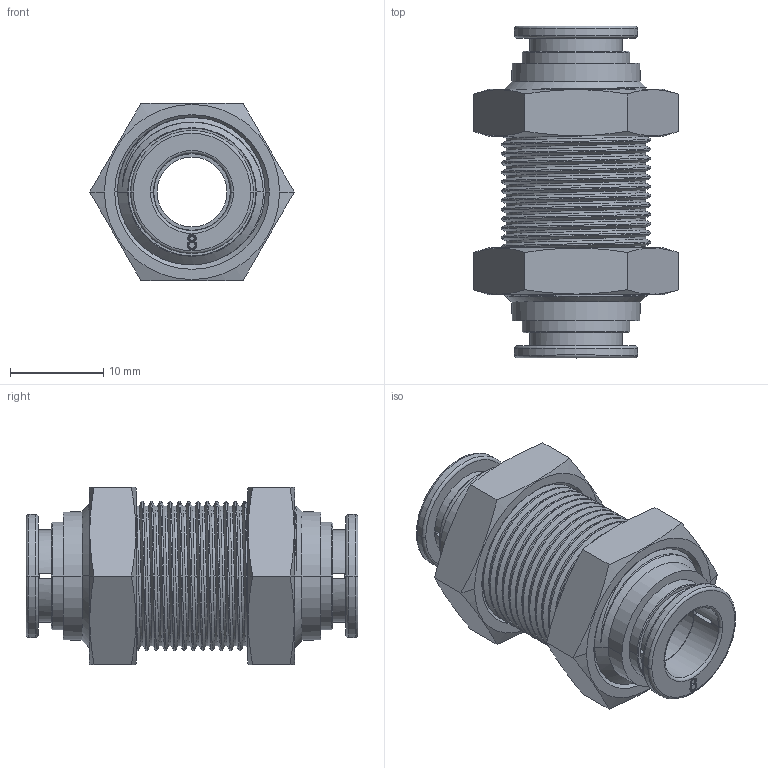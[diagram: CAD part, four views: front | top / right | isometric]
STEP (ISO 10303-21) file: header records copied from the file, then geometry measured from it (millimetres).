
FILE_DESCRIPTION (( 'STEP AP214' ), '1' );
FILE_NAME ('UB8M-SS.step', '2018-03-13T19:28:00', ( '' ), ( '' ), 'SwSTEP 2.0', 'SolidWorks 2017', '' );
FILE_SCHEMA (( 'AUTOMOTIVE_DESIGN' ));
Length unit declared in the file: inch
Products named in the file (1): UB8M-SS
Bounding box: 21.94 x 35.6 x 19 mm (x, y, z)
Volume: 5121.5 mm3; surface area: 4317.1 mm2
Topology: 1 solids, 1 shells, 216 faces, 560 edges, 362 vertices
Faces by surface type: cylinder 90, plane 46, cone 34, bspline 34, torus 12
Entity records: 10824 total; most frequent: CARTESIAN_POINT 5919, ORIENTED_EDGE 1120, DIRECTION 832, EDGE_CURVE 560, VERTEX_POINT 362, AXIS2_PLACEMENT_3D 321, EDGE_LOOP 242, B_SPLINE_CURVE_WITH_KNOTS 232
